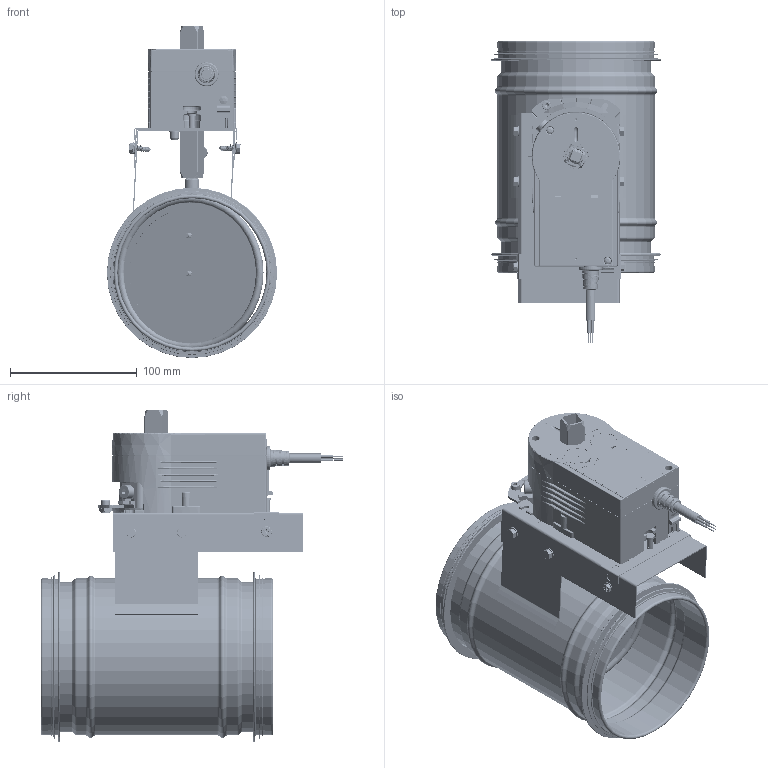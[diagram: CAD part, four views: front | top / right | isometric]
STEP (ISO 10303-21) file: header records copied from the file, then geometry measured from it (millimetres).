
FILE_DESCRIPTION((''),'2;1');
FILE_NAME('HISC-ES-230-125.stp','2014-06-18T14:49:10',(''),(''),'Autodesk Inventor 2013','Autodesk Inventor 2013','');
FILE_SCHEMA(('AUTOMOTIVE_DESIGN { 1 2 10303 214 0 1 1 1 }'));
Length unit declared in the file: millimetre
Products named in the file (73): HISC-ES-230-125; HISochHISC_Rör-04; 999004; Spjällhylla_HISC-E-HIS-E-125; SpjällaxelKort; BlindnitmutterM5; Cellgummi; Starlock; 116005; Borrskruv_4,2x13; Spjällaxel-120; HMH-125-L150; 999317; 90242___8_13-mattssons; Borrskruv_4,2x9,5; ASM105SF132; ASM105-115_STETIG_ASM_2_ASM; GETR_ASM105_VEREINF_ASM_4_ASM; STAHLPLATINE_ASM105_D100029316_; ACHSE1_105_115_D100006126_2; ACHSE2_105_115_D100006128_2; ACHSE4_105_115_D100006132_2; LAGER_UNTEN_ASM105_D100006084_2; ZYL_STI_4-M6X14_D100007382_2; FRONTFUEHR_ASM105_D100006144_2; ENDANSCHLAG_ASM105_D100006134_2; VERSCHL_KPL_ASM105_D100006038_A_ASM; VERSCHL_GEH_ASM105_D1000060_AF0; RADSEGMENT_ASM105_D100006006_2; VERSCHL_SCHR_I6KT_D100006012_2; BLECHKLEMME1_ASM105_D100006008_; BLECHKLEMME2_ASM105_D100006010_; GETR_ABDECK_ASM105_D100029320_2; SCHIEBEKNPF_105_115_D100006152_; GABLMITNEHM_105_115_D100006156_; ZYLSCHR_I6KT_M4X6_D100007383_2; 4KT_SCHWEISSMUT_M4_D100007384_2; FRONTABDICHT_ASM105_D100006146_; LI_PT_TORX_K30X10_D100007385_2; KABEL_5ADR_ANTRIEB_D100006565_2 ...
Assembly tree (82 placements, depth 6):
  HISC-ES-230-125
    HISochHISC_Rör-04
    999004  x2
    Spjällhylla_HISC-E-HIS-E-125
    SpjällaxelKort
    BlindnitmutterM5
    Cellgummi
    Starlock
    116005
    Borrskruv_4,2x13  x2
    Spjällaxel-120
    HMH-125-L150
    999317
    90242___8_13-mattssons  x4
    Borrskruv_4,2x9,5  x2
    ASM105SF132
      ASM105-115_STETIG_ASM_2_ASM
        GETR_ASM105_VEREINF_ASM_4_ASM
          STAHLPLATINE_ASM105_D100029316_
          ACHSE1_105_115_D100006126_2
          ACHSE2_105_115_D100006128_2  x2
          ACHSE4_105_115_D100006132_2
          LAGER_UNTEN_ASM105_D100006084_2
          ZYL_STI_4-M6X14_D100007382_2
          FRONTFUEHR_ASM105_D100006144_2
          ENDANSCHLAG_ASM105_D100006134_2
          VERSCHL_KPL_ASM105_D100006038_A_ASM
            VERSCHL_GEH_ASM105_D1000060_AF0
            RADSEGMENT_ASM105_D100006006_2
            VERSCHL_SCHR_I6KT_D100006012_2
            BLECHKLEMME1_ASM105_D100006008_
            BLECHKLEMME2_ASM105_D100006010_
          GETR_ABDECK_ASM105_D100029320_2
          SCHIEBEKNPF_105_115_D100006152_
          GABLMITNEHM_105_115_D100006156_
          ZYLSCHR_I6KT_M4X6_D100007383_2
          4KT_SCHWEISSMUT_M4_D100007384_2
          FRONTABDICHT_ASM105_D100006146_
          LI_PT_TORX_K30X10_D100007385_2  x3
        KABEL_5ADR_ANTRIEB_D100006565_2
        DECKEL_STETIG_D100006387_2
        HUBANZEIGER_105_115_D100006582_
        ABDECKSTOPF_105_115_D100006584_
        LI_PT_TORX_K30X12_D100006684_2  x2
        TYPSCH_T1_ASM_D100006600_ASM_2_ASM
          TYPSCH_T1_ASM_AVM_D10000660_AF0
          SKALA_ASM105_115_D100006602_2_ASM
            MANIFOLD_SOLID_BREP_196512
            MANIFOLD_SOLID_BREP_196709
            MANIFOLD_SOLID_BREP_196902
            MANIFOLD_SOLID_BREP_197095
            MANIFOLD_SOLID_BREP_197288
            MANIFOLD_SOLID_BREP_197481
            MANIFOLD_SOLID_BREP_197674
            MANIFOLD_SOLID_BREP_197867
            MANIFOLD_SOLID_BREP_198060
            MANIFOLD_SOLID_BREP_198253
            MANIFOLD_SOLID_BREP_198446
            MANIFOLD_SOLID_BREP_199233
            MANIFOLD_SOLID_BREP_199791
Bounding box: 134.45 x 239.09 x 262.15 mm (x, y, z)
Volume: 229835.2 mm3; surface area: 493143.9 mm2
Topology: 74 solids, 76 shells, 5176 faces, 13232 edges, 8304 vertices
Faces by surface type: plane 2116, cylinder 1560, cone 640, torus 404, bspline 333, sphere 123
Full cylindrical faces by diameter (mm): 0.5 x5, 1 x5, 2 x44, 2.04 x1, 2.55 x2, 3 x12, 3.03 x1, 3.1 x2, 3.291 x28, 3.3 x1, 3.4 x2, 3.5 x2, 4 x14, 4.03 x2, 4.2 x24, 4.567 x1, 5 x5, 5.03 x1, 5.1 x2, 5.19 x1, 5.2 x1, 5.6 x5, 6 x3, 6.1 x2, 6.15 x1, 6.25 x1, 6.8 x1, 7 x6, 7.03 x1, 7.1 x1
Entity records: 176554 total; most frequent: CARTESIAN_POINT 59537, DIRECTION 24044, ORIENTED_EDGE 23183, EDGE_CURVE 11594, AXIS2_PLACEMENT_3D 9171, VERTEX_POINT 7567, VECTOR 5702, LINE 5702
